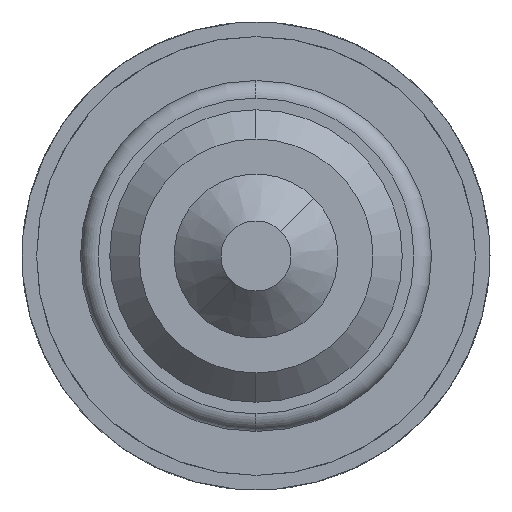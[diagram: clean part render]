
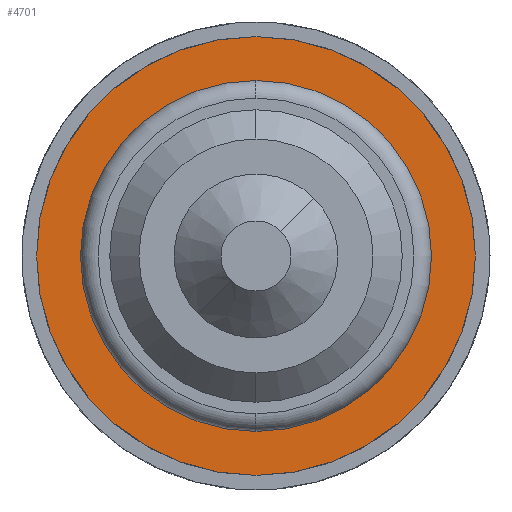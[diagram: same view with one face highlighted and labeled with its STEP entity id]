
A CAD part, front view. The second image highlights one B-rep face of the part: STEP entity #4701.
In plain terms, the highlighted planar face has unit normal (0, -1, 0).
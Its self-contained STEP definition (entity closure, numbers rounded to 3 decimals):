
#4 = EDGE_LOOP ( 'NONE', ( #3026, #3744 ) ) ;
#158 = EDGE_CURVE ( 'Defeature ausgef�hrt2_5+Defeature ausgef�hrt2_6+Defeature ausgef�hrt2_6+Defeature ausgef�hrt2_6', #2410, #4430, #5733, .T. ) ;
#416 = CARTESIAN_POINT ( 'NONE',  ( 0., 20., 0. ) ) ;
#899 = CARTESIAN_POINT ( 'NONE',  ( 0., 20., 0. ) ) ;
#945 = CARTESIAN_POINT ( 'NONE',  ( 0., 20., 0. ) ) ;
#1174 = DIRECTION ( 'NONE',  ( 0., -1., 0. ) ) ;
#1183 = ORIENTED_EDGE ( 'NONE', *, *, #3068, .T. ) ;
#1317 = CARTESIAN_POINT ( 'NONE',  ( 0., 20., -1.875 ) ) ;
#1704 = AXIS2_PLACEMENT_3D ( 'NONE', #5867, #5904, #6380 ) ;
#1852 = EDGE_CURVE ( 'Defeature ausgef�hrt2_4+Defeature ausgef�hrt2_5+Defeature ausgef�hrt2_5+Defeature ausgef�hrt2_5', #2588, #5701, #4882, .T. ) ;
#1963 = EDGE_CURVE ( 'Defeature ausgef�hrt2_4+Defeature ausgef�hrt2_5+Defeature ausgef�hrt2_5+Defeature ausgef�hrt2_5', #5701, #2588, #2315, .T. ) ;
#2315 = CIRCLE ( 'NONE', #6338, 1.5 ) ;
#2410 = VERTEX_POINT ( 'NONE', #6172 ) ;
#2588 = VERTEX_POINT ( 'NONE', #3848 ) ;
#2753 = CARTESIAN_POINT ( 'NONE',  ( 0., 20., -1.5 ) ) ;
#3026 = ORIENTED_EDGE ( 'NONE', *, *, #1963, .F. ) ;
#3068 = EDGE_CURVE ( 'Defeature ausgef�hrt2_5+Defeature ausgef�hrt2_6+Defeature ausgef�hrt2_6+Defeature ausgef�hrt2_6', #4430, #2410, #5628, .T. ) ;
#3236 = AXIS2_PLACEMENT_3D ( 'NONE', #899, #4937, #3387 ) ;
#3360 = AXIS2_PLACEMENT_3D ( 'NONE', #4155, #1174, #5162 ) ;
#3387 = DIRECTION ( 'NONE',  ( 0., 0., -1. ) ) ;
#3658 = PLANE ( 'NONE',  #3360 ) ;
#3744 = ORIENTED_EDGE ( 'NONE', *, *, #1852, .F. ) ;
#3848 = CARTESIAN_POINT ( 'NONE',  ( 0., 20., 1.5 ) ) ;
#3879 = FACE_OUTER_BOUND ( 'NONE', #5989, .T. ) ;
#3922 = AXIS2_PLACEMENT_3D ( 'NONE', #416, #5977, #6409 ) ;
#4010 = DIRECTION ( 'NONE',  ( 0., 0., -1. ) ) ;
#4155 = CARTESIAN_POINT ( 'NONE',  ( 1.5, 20., 0. ) ) ;
#4426 = DIRECTION ( 'NONE',  ( 0., -1., 0. ) ) ;
#4430 = VERTEX_POINT ( 'NONE', #1317 ) ;
#4701 = ADVANCED_FACE ( 'Defeature ausgef�hrt2_5', ( #3879, #5987 ), #3658, .T. ) ;
#4882 = CIRCLE ( 'NONE', #1704, 1.5 ) ;
#4937 = DIRECTION ( 'NONE',  ( 0., -1., 0. ) ) ;
#5162 = DIRECTION ( 'NONE',  ( 0., 0., -1. ) ) ;
#5628 = CIRCLE ( 'NONE', #3236, 1.875 ) ;
#5701 = VERTEX_POINT ( 'NONE', #2753 ) ;
#5733 = CIRCLE ( 'NONE', #3922, 1.875 ) ;
#5867 = CARTESIAN_POINT ( 'NONE',  ( 0., 20., 0. ) ) ;
#5904 = DIRECTION ( 'NONE',  ( 0., -1., 0. ) ) ;
#5977 = DIRECTION ( 'NONE',  ( 0., -1., 0. ) ) ;
#5987 = FACE_BOUND ( 'NONE', #4, .T. ) ;
#5989 = EDGE_LOOP ( 'NONE', ( #1183, #6355 ) ) ;
#6172 = CARTESIAN_POINT ( 'NONE',  ( 0., 20., 1.875 ) ) ;
#6338 = AXIS2_PLACEMENT_3D ( 'NONE', #945, #4426, #4010 ) ;
#6355 = ORIENTED_EDGE ( 'NONE', *, *, #158, .T. ) ;
#6380 = DIRECTION ( 'NONE',  ( 0., 0., -1. ) ) ;
#6409 = DIRECTION ( 'NONE',  ( 0., 0., -1. ) ) ;
